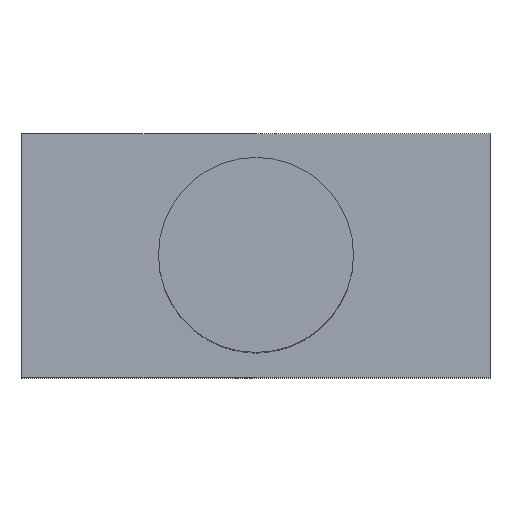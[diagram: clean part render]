
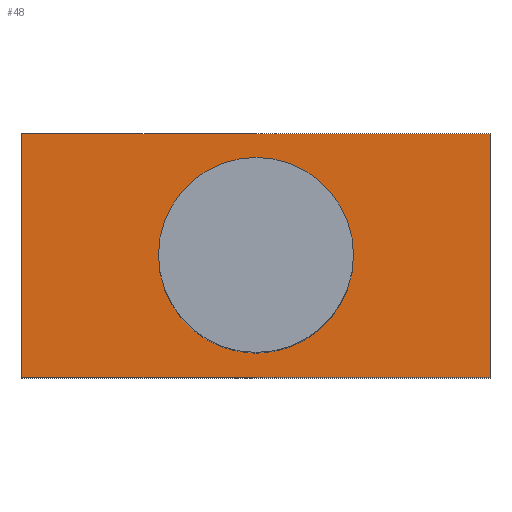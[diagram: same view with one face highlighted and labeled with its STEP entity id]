
A CAD part, top view. The second image highlights one B-rep face of the part: STEP entity #48.
In plain terms, the highlighted planar face has unit normal (0, 0, 1).
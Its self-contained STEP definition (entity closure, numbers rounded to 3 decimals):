
#26=DIRECTION('',(0.,0.,-1.));
#34=VERTEX_POINT('',#35);
#35=CARTESIAN_POINT('',(2.27,0.,6.5));
#41=ORIENTED_EDGE('',*,*,#42,.F.);
#42=EDGE_CURVE('',#34,#34,#43,.T.);
#43=CIRCLE('',#44,1.);
#44=AXIS2_PLACEMENT_3D('',#45,#26,#46);
#45=CARTESIAN_POINT('',(1.27,0.,6.5));
#46=DIRECTION('',(1.,0.,0.));
#48=ADVANCED_FACE('',(#49,#77),#79,.F.);
#49=FACE_BOUND('',#50,.F.);
#50=EDGE_LOOP('',(#51,#60,#67,#74));
#51=ORIENTED_EDGE('',*,*,#52,.F.);
#52=EDGE_CURVE('',#53,#55,#57,.T.);
#53=VERTEX_POINT('',#54);
#54=CARTESIAN_POINT('',(3.67,1.25,6.5));
#55=VERTEX_POINT('',#56);
#56=CARTESIAN_POINT('',(-1.13,1.25,6.5));
#57=LINE('',#54,#58);
#58=VECTOR('',#59,1.);
#59=DIRECTION('',(-1.,0.,0.));
#60=ORIENTED_EDGE('',*,*,#61,.T.);
#61=EDGE_CURVE('',#53,#62,#64,.T.);
#62=VERTEX_POINT('',#63);
#63=CARTESIAN_POINT('',(3.67,-1.25,6.5));
#64=LINE('',#54,#65);
#65=VECTOR('',#66,1.);
#66=DIRECTION('',(0.,-1.,0.));
#67=ORIENTED_EDGE('',*,*,#68,.F.);
#68=EDGE_CURVE('',#69,#62,#71,.T.);
#69=VERTEX_POINT('',#70);
#70=CARTESIAN_POINT('',(-1.13,-1.25,6.5));
#71=LINE('',#70,#72);
#72=VECTOR('',#73,1.);
#73=DIRECTION('',(1.,0.,0.));
#74=ORIENTED_EDGE('',*,*,#75,.F.);
#75=EDGE_CURVE('',#55,#69,#76,.T.);
#76=LINE('',#56,#65);
#77=FACE_BOUND('',#78,.F.);
#78=EDGE_LOOP('',(#41));
#79=PLANE('',#80);
#80=AXIS2_PLACEMENT_3D('',#54,#81,#59);
#81=DIRECTION('',(0.,0.,-1.));
